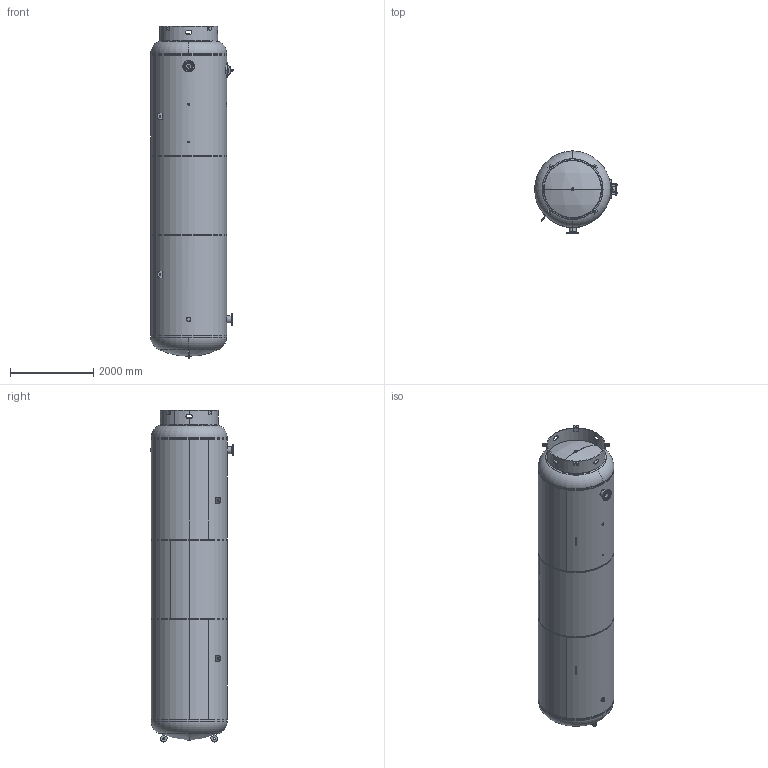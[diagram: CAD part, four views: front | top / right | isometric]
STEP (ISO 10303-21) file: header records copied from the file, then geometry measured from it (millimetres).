
FILE_DESCRIPTION (( 'STEP AP214' ), '1' );
FILE_NAME ('305653.STEP', '2025-08-12T15:18:35', ( '' ), ( '' ), 'SwSTEP 2.0', 'SolidWorks 2022', '' );
FILE_SCHEMA (( 'AUTOMOTIVE_DESIGN' ));
Length unit declared in the file: inch
Products named in the file (1): 305653
Bounding box: 1990.63 x 1996.26 x 7991.42 mm (x, y, z)
Surface area: 83154377.3 mm2 (no closed solid volume)
Topology: 0 solids, 45 shells, 345 faces, 1081 edges, 759 vertices
Faces by surface type: cylinder 159, plane 121, torus 36, bspline 19, sphere 6, cone 4
Entity records: 22853 total; most frequent: CARTESIAN_POINT 8767, DIRECTION 2074, ORIENTED_EDGE 1784, EDGE_CURVE 1081, AXIS2_PLACEMENT_3D 814, VERTEX_POINT 759, CIRCLE 487, LINE 446
